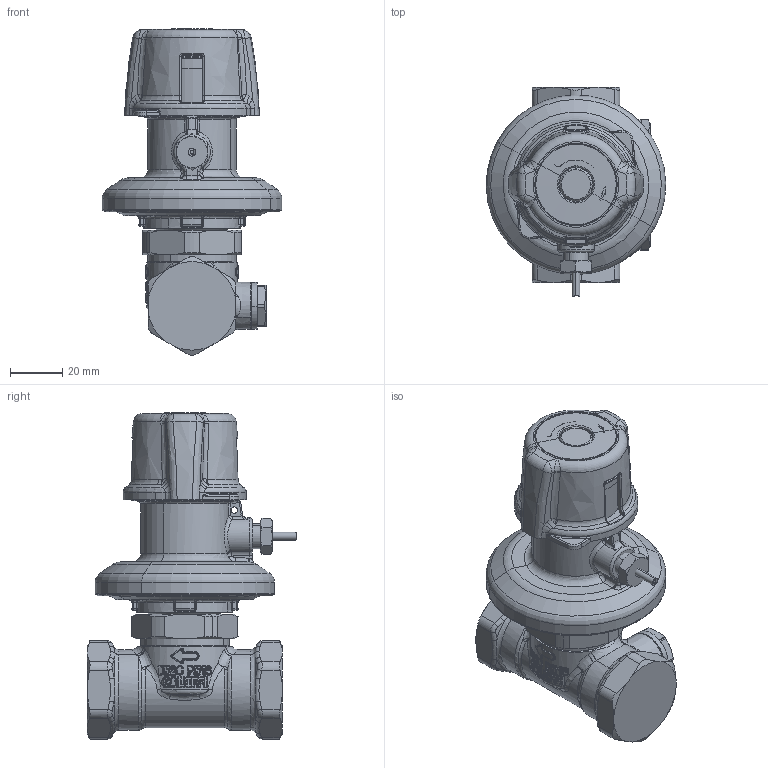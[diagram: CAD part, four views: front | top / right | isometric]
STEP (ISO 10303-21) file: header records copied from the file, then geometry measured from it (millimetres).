
FILE_DESCRIPTION(('CATIA V5 STEP Exchange'),'2;1');
FILE_NAME('STEP_140450_-_TST.stp','2017-09-14T06:10:51+00:00',('none'),('none'),'CATIA Version 5-6 Release 2014 SP5','CATIA V5 STEP AP203','none');
FILE_SCHEMA(('CONFIG_CONTROL_DESIGN'));
Length unit declared in the file: millimetre
Products named in the file (1): 140450 - TST
Bounding box: 68.98 x 80.55 x 125.34 mm (x, y, z)
Surface area: 58173 mm2 (no closed solid volume)
Topology: 0 solids, 39 shells, 1728 faces, 4619 edges, 2738 vertices
Faces by surface type: bspline 825, cylinder 295, plane 248, torus 140, cone 114, sphere 106
Entity records: 83304 total; most frequent: CARTESIAN_POINT 52798, ORIENTED_EDGE 7941, EDGE_CURVE 4496, DIRECTION 3460, VERTEX_POINT 2738, ADVANCED_FACE 1728, EDGE_LOOP 1728, FACE_OUTER_BOUND 1728
